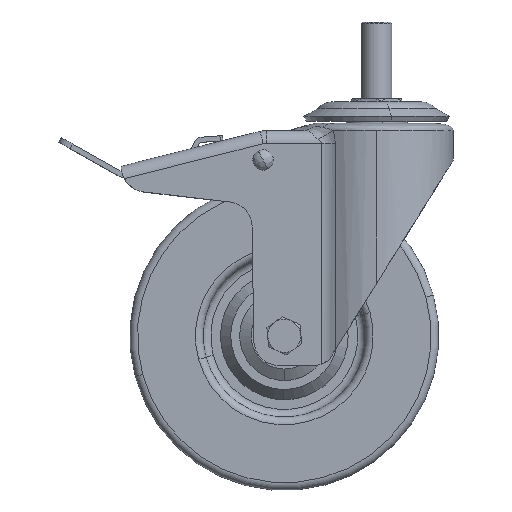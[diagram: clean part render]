
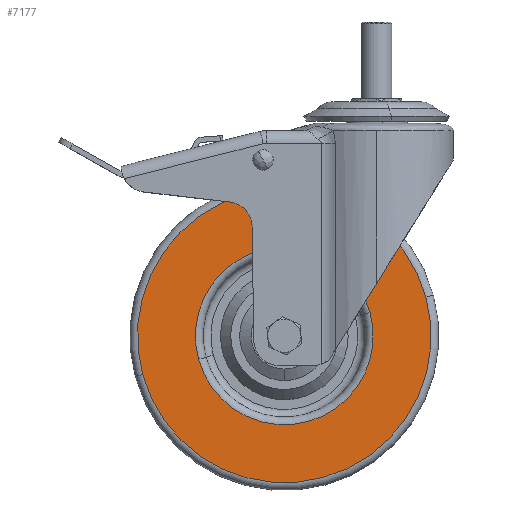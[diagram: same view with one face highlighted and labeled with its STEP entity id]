
A CAD part, top view. The second image highlights one B-rep face of the part: STEP entity #7177.
In plain terms, the highlighted planar face has unit normal (0, 0, 1).
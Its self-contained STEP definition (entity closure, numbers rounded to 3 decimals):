
#64 = DIRECTION ( 'NONE',  ( 1., 0., 0. ) ) ;
#236 = VERTEX_POINT ( 'NONE', #3021 ) ;
#724 = DIRECTION ( 'NONE',  ( 0., 0., 1. ) ) ;
#843 = CIRCLE ( 'NONE', #5377, 57.5 ) ;
#977 = FACE_BOUND ( 'NONE', #6718, .T. ) ;
#1246 = VERTEX_POINT ( 'NONE', #13444 ) ;
#1338 = EDGE_CURVE ( 'NONE', #9579, #236, #843, .T. ) ;
#1474 = CIRCLE ( 'NONE', #5424, 34.8 ) ;
#1562 = EDGE_CURVE ( 'NONE', #236, #9579, #10027, .T. ) ;
#2200 = CARTESIAN_POINT ( 'NONE',  ( 0., 0., 16.5 ) ) ;
#3021 = CARTESIAN_POINT ( 'NONE',  ( -57.5, 0., 16.5 ) ) ;
#3436 = EDGE_CURVE ( 'NONE', #1246, #3835, #1474, .T. ) ;
#3835 = VERTEX_POINT ( 'NONE', #11949 ) ;
#3865 = DIRECTION ( 'NONE',  ( 0., 0., -1. ) ) ;
#4775 = CARTESIAN_POINT ( 'NONE',  ( 57.5, 0., 16.5 ) ) ;
#4947 = DIRECTION ( 'NONE',  ( 1., 0., 0. ) ) ;
#5377 = AXIS2_PLACEMENT_3D ( 'NONE', #2200, #9543, #64 ) ;
#5424 = AXIS2_PLACEMENT_3D ( 'NONE', #8874, #3865, #10062 ) ;
#5483 = ORIENTED_EDGE ( 'NONE', *, *, #3436, .T. ) ;
#5987 = ORIENTED_EDGE ( 'NONE', *, *, #1562, .T. ) ;
#6388 = FACE_OUTER_BOUND ( 'NONE', #8056, .T. ) ;
#6718 = EDGE_LOOP ( 'NONE', ( #5483, #13040 ) ) ;
#6822 = PLANE ( 'NONE',  #9640 ) ;
#6953 = CARTESIAN_POINT ( 'NONE',  ( 0., 0., 16.5 ) ) ;
#7090 = DIRECTION ( 'NONE',  ( 1., 0., 0. ) ) ;
#7177 = ADVANCED_FACE ( 'NONE', ( #977, #6388 ), #6822, .T. ) ;
#8056 = EDGE_LOOP ( 'NONE', ( #12289, #5987 ) ) ;
#8844 = DIRECTION ( 'NONE',  ( 1., 0., 0. ) ) ;
#8874 = CARTESIAN_POINT ( 'NONE',  ( 0., 0., 16.5 ) ) ;
#8920 = CIRCLE ( 'NONE', #9005, 34.8 ) ;
#9005 = AXIS2_PLACEMENT_3D ( 'NONE', #11226, #12116, #4947 ) ;
#9543 = DIRECTION ( 'NONE',  ( 0., 0., 1. ) ) ;
#9579 = VERTEX_POINT ( 'NONE', #4775 ) ;
#9640 = AXIS2_PLACEMENT_3D ( 'NONE', #6953, #724, #7090 ) ;
#10023 = AXIS2_PLACEMENT_3D ( 'NONE', #11971, #10949, #8844 ) ;
#10027 = CIRCLE ( 'NONE', #10023, 57.5 ) ;
#10062 = DIRECTION ( 'NONE',  ( 1., 0., 0. ) ) ;
#10949 = DIRECTION ( 'NONE',  ( 0., 0., 1. ) ) ;
#11226 = CARTESIAN_POINT ( 'NONE',  ( 0., 0., 16.5 ) ) ;
#11949 = CARTESIAN_POINT ( 'NONE',  ( -34.8, 0., 16.5 ) ) ;
#11971 = CARTESIAN_POINT ( 'NONE',  ( 0., 0., 16.5 ) ) ;
#11998 = EDGE_CURVE ( 'NONE', #3835, #1246, #8920, .T. ) ;
#12116 = DIRECTION ( 'NONE',  ( 0., 0., -1. ) ) ;
#12289 = ORIENTED_EDGE ( 'NONE', *, *, #1338, .T. ) ;
#13040 = ORIENTED_EDGE ( 'NONE', *, *, #11998, .T. ) ;
#13444 = CARTESIAN_POINT ( 'NONE',  ( 34.8, 0., 16.5 ) ) ;
